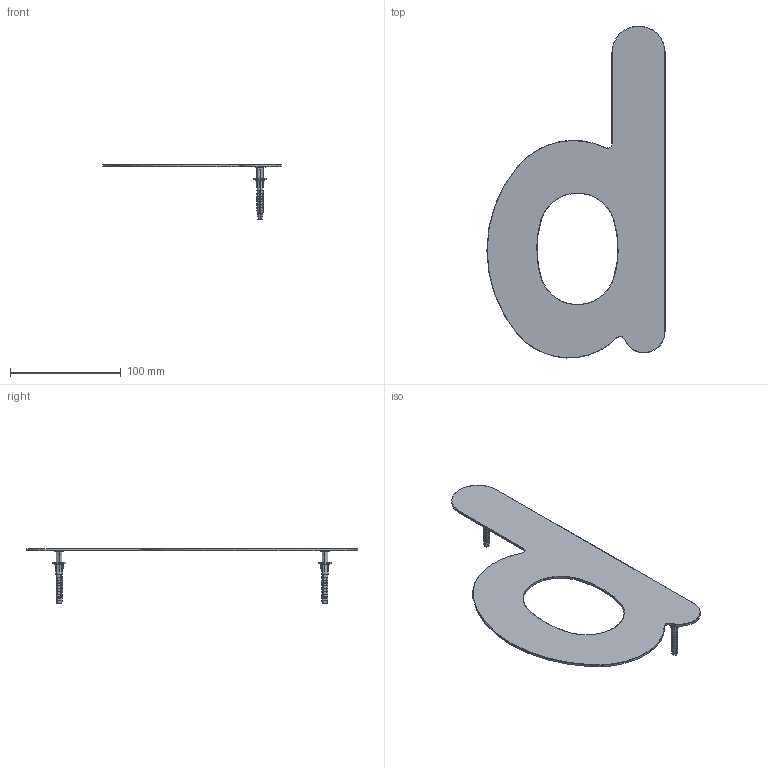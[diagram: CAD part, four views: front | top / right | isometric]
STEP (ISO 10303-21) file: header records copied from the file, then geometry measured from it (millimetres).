
FILE_DESCRIPTION (( 'STEP AP203' ), '1' );
FILE_NAME ('041-HN-D.step', '2021-04-21T14:15:12', ( '' ), ( '' ), 'SwSTEP 2.0', 'SolidWorks 2018', '' );
FILE_SCHEMA (( 'CONFIG_CONTROL_DESIGN' ));
Length unit declared in the file: millimetre
Products named in the file (13): 041-HN-X Teil4_041-HN-X Teil4; 041-HN-D; 041-HN-X Teil4; 041-HN-X Teil3_041-HN-X Teil3; 041-HN-X Teil2_041-HN-X Teil2; 041-HN-X Teil2; 041-HN-X Teil1; 041-HN-X Teil3; 041-HN-X Teil1_041-HN-D Teil1
Assembly tree (9 placements, depth 2):
  041-HN-D
    041-HN-X Teil1_041-HN-D Teil1
    041-HN-X Teil2_041-HN-X Teil2  x2
    041-HN-X Teil3_041-HN-X Teil3  x2
    041-HN-X Teil4_041-HN-X Teil4  x2
  041-HN-X Teil4
  041-HN-X Teil4
  041-HN-D
    041-HN-X Teil2
    041-HN-X Teil2
  041-HN-X Teil1
Bounding box: 161.01 x 299.95 x 49.6 mm (x, y, z)
Volume: 55388.2 mm3; surface area: 59236.4 mm2
Topology: 7 solids, 7 shells, 1559 faces, 4075 edges, 2524 vertices
Faces by surface type: cylinder 390, plane 365, torus 296, bspline 248, cone 212, sphere 48
Entity records: 38433 total; most frequent: CARTESIAN_POINT 16571, ORIENTED_EDGE 4658, DIRECTION 3864, EDGE_CURVE 2329, AXIS2_PLACEMENT_3D 1503, VERTEX_POINT 1461, EDGE_LOOP 944, ADVANCED_FACE 904
